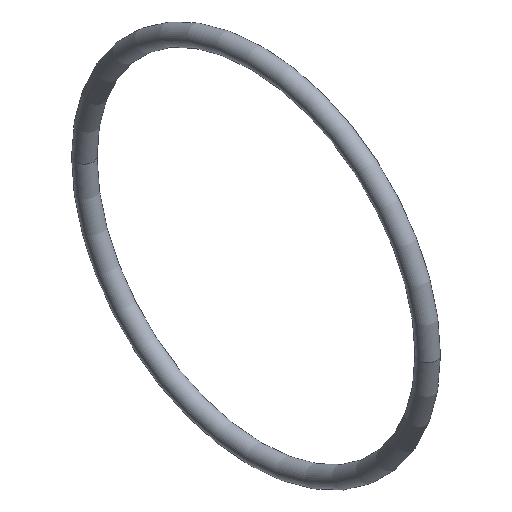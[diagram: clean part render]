
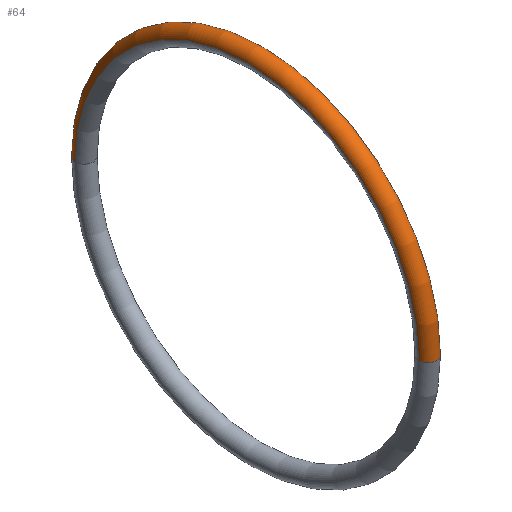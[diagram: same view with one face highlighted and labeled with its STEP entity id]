
A CAD part, isometric view. The second image highlights one B-rep face of the part: STEP entity #64.
In plain terms, the highlighted toroidal (fillet/blend) face has major radius 28.6 mm and minor radius 1.5 mm.
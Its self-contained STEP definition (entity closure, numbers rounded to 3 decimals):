
#1=CARTESIAN_POINT('',(1.5,0.,0.));
#2=DIRECTION('',(1.,0.,0.));
#3=DIRECTION('',(0.,1.,0.));
#4=AXIS2_PLACEMENT_3D('',#1,#2,#3);
#6=CARTESIAN_POINT('',(0.,28.6,0.));
#7=DIRECTION('',(0.,0.,1.));
#8=DIRECTION('',(1.,0.,0.));
#9=AXIS2_PLACEMENT_3D('',#6,#7,#8);
#11=CARTESIAN_POINT('',(0.,-28.6,0.));
#12=DIRECTION('',(0.,0.,-1.));
#13=DIRECTION('',(1.,0.,0.));
#14=AXIS2_PLACEMENT_3D('',#11,#12,#13);
#36=CARTESIAN_POINT('',(-1.5,0.,0.));
#37=DIRECTION('',(1.,0.,0.));
#38=DIRECTION('',(0.,1.,0.));
#39=AXIS2_PLACEMENT_3D('',#36,#37,#38);
#41=CARTESIAN_POINT('',(1.5,28.6,0.));
#42=CARTESIAN_POINT('',(-1.5,28.6,0.));
#43=VERTEX_POINT('',#41);
#44=VERTEX_POINT('',#42);
#45=CARTESIAN_POINT('',(1.5,-28.6,0.));
#46=CARTESIAN_POINT('',(-1.5,-28.6,0.));
#47=VERTEX_POINT('',#45);
#48=VERTEX_POINT('',#46);
#49=CARTESIAN_POINT('',(0.,0.,0.));
#50=DIRECTION('',(1.,0.,0.));
#51=DIRECTION('',(0.,-1.,0.));
#52=AXIS2_PLACEMENT_3D('',#49,#50,#51);
#53=TOROIDAL_SURFACE('',#52,28.6,1.5);
#55=ORIENTED_EDGE('',*,*,#54,.F.);
#57=ORIENTED_EDGE('',*,*,#56,.T.);
#59=ORIENTED_EDGE('',*,*,#58,.T.);
#61=ORIENTED_EDGE('',*,*,#60,.F.);
#62=EDGE_LOOP('',(#55,#57,#59,#61));
#63=FACE_OUTER_BOUND('',#62,.F.);
#64=ADVANCED_FACE('',(#63),#53,.T.);
#5=CIRCLE('',#4,28.6);
#10=CIRCLE('',#9,1.5);
#15=CIRCLE('',#14,1.5);
#40=CIRCLE('',#39,28.6);
#54=EDGE_CURVE('',#43,#44,#10,.T.);
#56=EDGE_CURVE('',#43,#47,#5,.T.);
#58=EDGE_CURVE('',#47,#48,#15,.T.);
#60=EDGE_CURVE('',#44,#48,#40,.T.);
